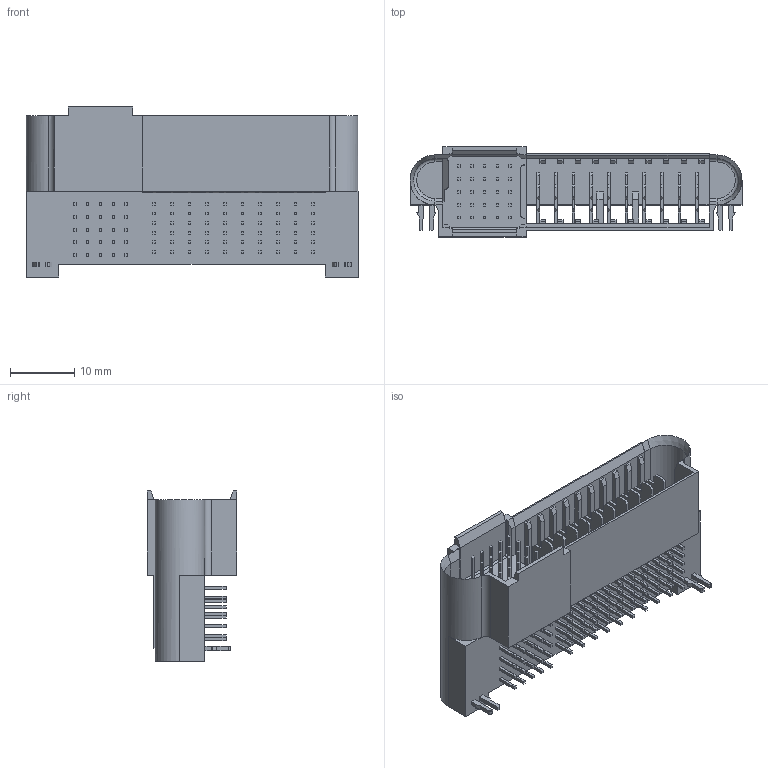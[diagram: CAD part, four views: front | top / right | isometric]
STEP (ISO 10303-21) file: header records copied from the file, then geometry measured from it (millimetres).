
FILE_DESCRIPTION((''),'2;1');
FILE_NAME('C-2-1926730-5','2019-11-18T01:55:52',('workeradm'),('TE Connectivity Ltd.'),'CREO PARAMETRIC BY PTC INC, 2019030','CREO PARAMETRIC BY PTC INC, 2019030','');
FILE_SCHEMA(('AUTOMOTIVE_DESIGN { 1 0 10303 214 1 1 1 1 }'));
Length unit declared in the file: millimetre
Products named in the file (1): C-2-1926730-5
Bounding box: 51.71 x 14 x 26.5 mm (x, y, z)
Volume: 6447.3 mm3; surface area: 7707.5 mm2
Topology: 1 solids, 1 shells, 971 faces, 2539 edges, 1680 vertices
Faces by surface type: plane 942, cylinder 25, cone 2, torus 2
Entity records: 29460 total; most frequent: CARTESIAN_POINT 5234, ORIENTED_EDGE 5076, DIRECTION 4563, EDGE_CURVE 2538, VECTOR 2481, LINE 2481, VERTEX_POINT 1678, EDGE_LOOP 1086
